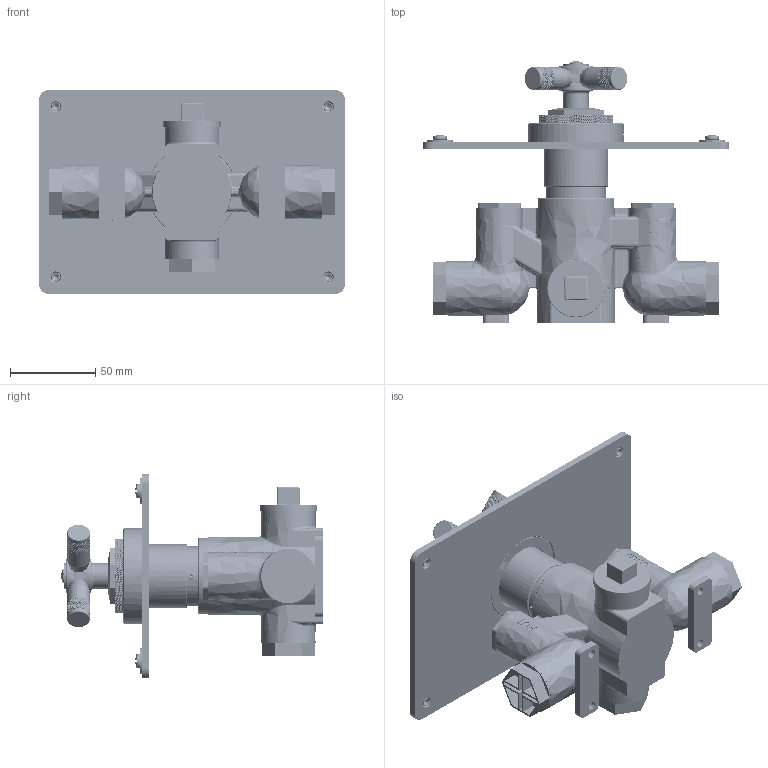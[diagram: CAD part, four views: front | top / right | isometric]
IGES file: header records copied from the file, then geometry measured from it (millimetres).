
Global section: file name: V700-TXK; native system: Autodesk Inventor 2018; preprocessor: unknown; author: adaniels; date: 20171002.154410; units: millimetre
Bounding box: 180 x 153.85 x 120 mm (x, y, z)
Volume: 438612.2 mm3; surface area: 225891.3 mm2
Topology: 60 solids, 64 shells, 13558 faces, 30503 edges, 17228 vertices
Faces by surface type: bspline 13558
